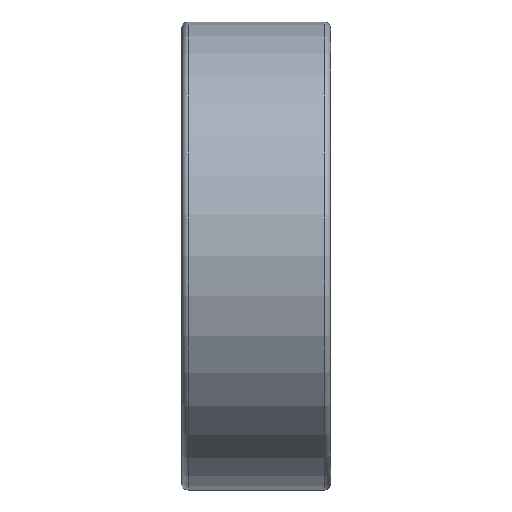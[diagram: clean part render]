
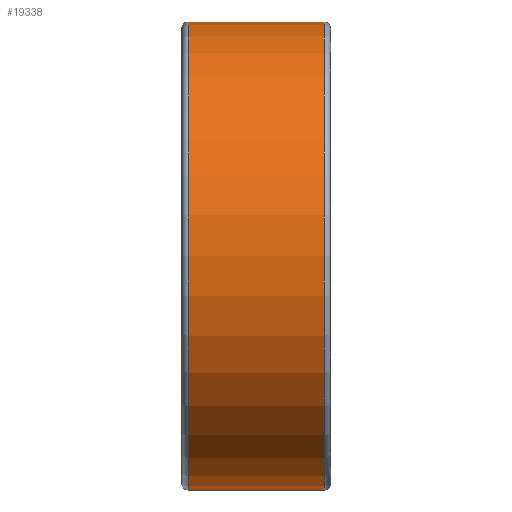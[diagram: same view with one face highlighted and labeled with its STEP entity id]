
A CAD part, top view. The second image highlights one B-rep face of the part: STEP entity #19338.
In plain terms, the highlighted cylindrical face has radius 11 mm (diameter 22 mm), a partial arc.
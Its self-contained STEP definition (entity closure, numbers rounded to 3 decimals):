
#9269=DIRECTION('',(-1.,0.,0.));
#9270=VECTOR('',#9269,6.4);
#9271=CARTESIAN_POINT('',(3.2,11.,0.));
#9272=LINE('',#9271,#9270);
#9276=DIRECTION('',(-1.,0.,0.));
#9277=VECTOR('',#9276,6.4);
#9278=CARTESIAN_POINT('',(3.2,-11.,0.));
#9279=LINE('',#9278,#9277);
#9291=CARTESIAN_POINT('',(3.2,0.,0.));
#9292=DIRECTION('',(1.,0.,0.));
#9293=DIRECTION('',(0.,1.,0.));
#9294=AXIS2_PLACEMENT_3D('',#9291,#9292,#9293);
#9299=CARTESIAN_POINT('',(-3.2,0.,0.));
#9300=DIRECTION('',(1.,0.,0.));
#9301=DIRECTION('',(0.,1.,0.));
#9302=AXIS2_PLACEMENT_3D('',#9299,#9300,#9301);
#16326=CARTESIAN_POINT('',(3.2,11.,0.));
#16327=CARTESIAN_POINT('',(-3.2,11.,0.));
#16328=VERTEX_POINT('',#16326);
#16329=VERTEX_POINT('',#16327);
#16338=CARTESIAN_POINT('',(3.2,-11.,0.));
#16339=CARTESIAN_POINT('',(-3.2,-11.,0.));
#16340=VERTEX_POINT('',#16338);
#16341=VERTEX_POINT('',#16339);
#19326=CARTESIAN_POINT('',(-3.85,0.,0.));
#19327=DIRECTION('',(1.,0.,0.));
#19328=DIRECTION('',(0.,-1.,0.));
#19329=AXIS2_PLACEMENT_3D('',#19326,#19327,#19328);
#19330=CYLINDRICAL_SURFACE('',#19329,11.);
#19331=ORIENTED_EDGE('',*,*,#19316,.F.);
#19332=ORIENTED_EDGE('',*,*,#19293,.T.);
#19333=ORIENTED_EDGE('',*,*,#19320,.T.);
#19335=ORIENTED_EDGE('',*,*,#19334,.F.);
#19336=EDGE_LOOP('',(#19331,#19332,#19333,#19335));
#19337=FACE_OUTER_BOUND('',#19336,.F.);
#9295=CIRCLE('',#9294,11.);
#9303=CIRCLE('',#9302,11.);
#19293=EDGE_CURVE('',#16328,#16340,#9295,.T.);
#19316=EDGE_CURVE('',#16328,#16329,#9272,.T.);
#19320=EDGE_CURVE('',#16340,#16341,#9279,.T.);
#19334=EDGE_CURVE('',#16329,#16341,#9303,.T.);
#19338=ADVANCED_FACE('',(#19337),#19330,.T.);
